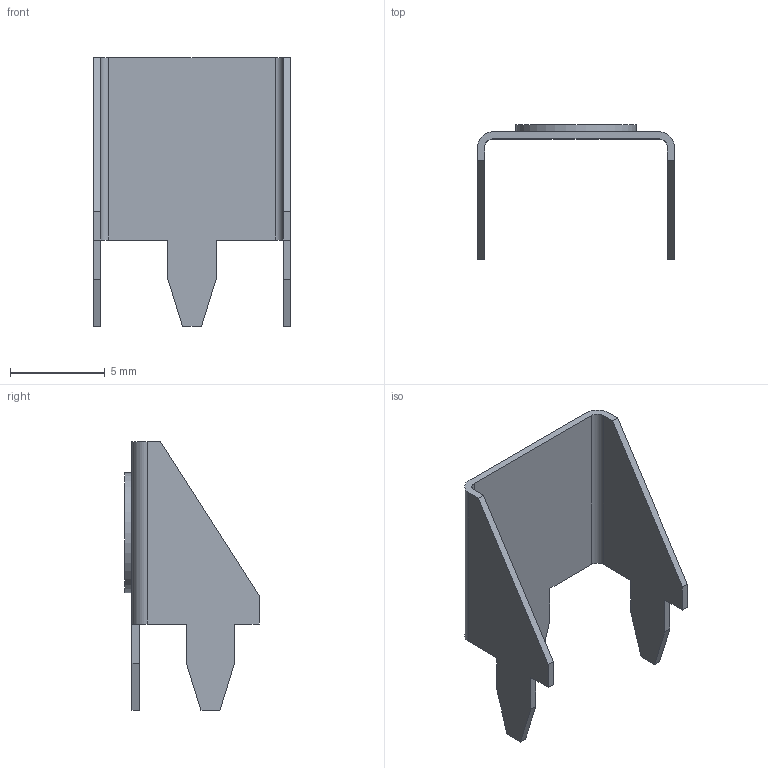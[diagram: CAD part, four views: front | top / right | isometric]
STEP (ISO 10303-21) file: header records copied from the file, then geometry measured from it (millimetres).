
FILE_DESCRIPTION( ( '' ), ' ' );
FILE_NAME( '5a77f997b5c3870efcc74b22.step', '2018-02-05T06:28:39', ( '' ), ( '' ), ' ', ' ', ' ' );
FILE_SCHEMA( ( 'AUTOMOTIVE_DESIGN { 1 0 10303 214 1 1 1 1 }' ) );
Length unit declared in the file: metre
Products named in the file (1): Open CASCADE STEP translator 6.8 1
Bounding box: 10.41 x 7.11 x 14.22 mm (x, y, z)
Volume: 83.8 mm3; surface area: 452.3 mm2
Topology: 1 solids, 1 shells, 38 faces, 103 edges, 69 vertices
Faces by surface type: plane 32, cylinder 6
Full cylindrical faces by diameter (mm): 4.44 x1, 6.35 x1
Entity records: 1988 total; most frequent: CARTESIAN_POINT 207, ORIENTED_EDGE 200, DIRECTION 190, STYLED_ITEM 138, PRESENTATION_STYLE_ASSIGNMENT 138, COLOUR_RGB 138, EDGE_CURVE 100, CURVE_STYLE 100
